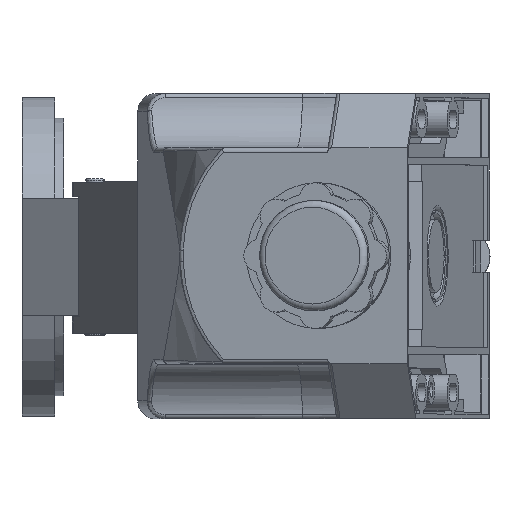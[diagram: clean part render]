
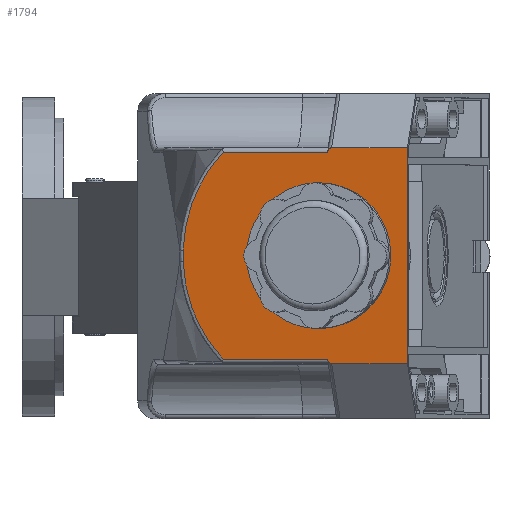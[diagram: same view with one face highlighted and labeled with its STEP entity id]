
A CAD part, top view. The second image highlights one B-rep face of the part: STEP entity #1794.
In plain terms, the highlighted planar face has unit normal (-0.208, 0, 0.978).
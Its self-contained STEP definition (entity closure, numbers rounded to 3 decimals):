
#65=B_SPLINE_CURVE_WITH_KNOTS('',3,(#15011,#15012,#15013,#15014,#15015,
#15016),.UNSPECIFIED.,.F.,.F.,(4,2,4),(0.,0.5,1.),.UNSPECIFIED.);
#66=B_SPLINE_CURVE_WITH_KNOTS('',3,(#15029,#15030,#15031,#15032,#15033,
#15034),.UNSPECIFIED.,.F.,.F.,(4,2,4),(0.,0.5,1.),.UNSPECIFIED.);
#161=ELLIPSE('',#10407,1.667,1.);
#162=ELLIPSE('',#10408,1.667,1.);
#1071=FACE_BOUND('',#3229,.T.);
#1072=FACE_BOUND('',#3230,.T.);
#1358=CIRCLE('',#10406,16.);
#1794=ADVANCED_FACE('',(#1071,#1072),#2260,.F.);
#2260=PLANE('',#10409);
#3229=EDGE_LOOP('',(#4527));
#3230=EDGE_LOOP('',(#4528,#4529,#4530,#4531,#4532,#4533,#4534,#4535,#4536,
#4537));
#4527=ORIENTED_EDGE('',*,*,#7639,.T.);
#4528=ORIENTED_EDGE('',*,*,#7640,.T.);
#4529=ORIENTED_EDGE('',*,*,#7641,.T.);
#4530=ORIENTED_EDGE('',*,*,#7642,.T.);
#4531=ORIENTED_EDGE('',*,*,#7643,.T.);
#4532=ORIENTED_EDGE('',*,*,#7644,.T.);
#4533=ORIENTED_EDGE('',*,*,#7572,.T.);
#4534=ORIENTED_EDGE('',*,*,#7645,.F.);
#4535=ORIENTED_EDGE('',*,*,#7646,.F.);
#4536=ORIENTED_EDGE('',*,*,#7647,.F.);
#4537=ORIENTED_EDGE('',*,*,#7648,.F.);
#6570=VERTEX_POINT('',#14835);
#6571=VERTEX_POINT('',#14836);
#6637=VERTEX_POINT('',#15007);
#6638=VERTEX_POINT('',#15009);
#6639=VERTEX_POINT('',#15010);
#6640=VERTEX_POINT('',#15017);
#6641=VERTEX_POINT('',#15019);
#6642=VERTEX_POINT('',#15021);
#6643=VERTEX_POINT('',#15024);
#6644=VERTEX_POINT('',#15026);
#6645=VERTEX_POINT('',#15028);
#7572=EDGE_CURVE('',#6570,#6571,#8660,.T.);
#7639=EDGE_CURVE('',#6637,#6637,#1358,.T.);
#7640=EDGE_CURVE('',#6638,#6639,#8711,.T.);
#7641=EDGE_CURVE('',#6639,#6640,#65,.T.);
#7642=EDGE_CURVE('',#6640,#6641,#8712,.T.);
#7643=EDGE_CURVE('',#6641,#6642,#161,.T.);
#7644=EDGE_CURVE('',#6642,#6570,#8713,.T.);
#7645=EDGE_CURVE('',#6643,#6571,#8714,.T.);
#7646=EDGE_CURVE('',#6644,#6643,#162,.T.);
#7647=EDGE_CURVE('',#6645,#6644,#8715,.T.);
#7648=EDGE_CURVE('',#6638,#6645,#66,.T.);
#8660=LINE('',#14834,#9429);
#8711=LINE('',#15008,#9480);
#8712=LINE('',#15018,#9481);
#8713=LINE('',#15022,#9482);
#8714=LINE('',#15023,#9483);
#8715=LINE('',#15027,#9484);
#9429=VECTOR('',#12064,1.);
#9480=VECTOR('',#12151,1.);
#9481=VECTOR('',#12152,1.);
#9482=VECTOR('',#12155,1.);
#9483=VECTOR('',#12156,1.);
#9484=VECTOR('',#12159,1.);
#10406=AXIS2_PLACEMENT_3D('',#15006,#12149,#12150);
#10407=AXIS2_PLACEMENT_3D('',#15020,#12153,#12154);
#10408=AXIS2_PLACEMENT_3D('',#15025,#12157,#12158);
#10409=AXIS2_PLACEMENT_3D('',#15035,#12160,#12161);
#12064=DIRECTION('',(0.,1.,0.));
#12149=DIRECTION('',(0.208,0.,-0.978));
#12150=DIRECTION('',(-0.978,0.,-0.208));
#12151=DIRECTION('',(0.,-1.,0.));
#12152=DIRECTION('',(0.978,0.,0.208));
#12153=DIRECTION('',(-0.208,0.,0.978));
#12154=DIRECTION('',(0.,1.,0.));
#12155=DIRECTION('',(0.978,0.,0.208));
#12156=DIRECTION('',(0.978,0.,0.208));
#12157=DIRECTION('',(0.208,0.,-0.978));
#12158=DIRECTION('',(0.,-1.,0.));
#12159=DIRECTION('',(0.978,0.,0.208));
#12160=DIRECTION('',(0.208,0.,-0.978));
#12161=DIRECTION('',(0.978,0.,0.208));
#14834=CARTESIAN_POINT('',(-11.93,71.05,88.824));
#14835=CARTESIAN_POINT('',(-11.93,11.65,88.824));
#14836=CARTESIAN_POINT('',(-11.93,59.05,88.824));
#15006=CARTESIAN_POINT('',(-31.199,35.35,84.728));
#15007=CARTESIAN_POINT('',(-46.85,35.35,81.402));
#15008=CARTESIAN_POINT('',(-61.12,71.05,78.369));
#15009=CARTESIAN_POINT('',(-61.12,36.596,78.369));
#15010=CARTESIAN_POINT('',(-61.12,34.104,78.369));
#15011=CARTESIAN_POINT('',(-61.12,34.104,78.369));
#15012=CARTESIAN_POINT('',(-61.016,30.101,78.391));
#15013=CARTESIAN_POINT('',(-60.185,26.198,78.567));
#15014=CARTESIAN_POINT('',(-57.161,18.862,79.21));
#15015=CARTESIAN_POINT('',(-55.004,15.523,79.669));
#15016=CARTESIAN_POINT('',(-52.285,12.65,80.247));
#15017=CARTESIAN_POINT('',(-52.285,12.65,80.247));
#15018=CARTESIAN_POINT('',(-28.558,12.65,85.29));
#15019=CARTESIAN_POINT('',(-29.455,12.65,85.099));
#15020=CARTESIAN_POINT('',(-28.558,13.317,85.29));
#15021=CARTESIAN_POINT('',(-28.558,11.65,85.29));
#15022=CARTESIAN_POINT('',(-11.93,11.65,88.824));
#15023=CARTESIAN_POINT('',(-11.93,59.05,88.824));
#15024=CARTESIAN_POINT('',(-28.558,59.05,85.29));
#15025=CARTESIAN_POINT('',(-28.558,57.383,85.29));
#15026=CARTESIAN_POINT('',(-29.455,58.05,85.099));
#15027=CARTESIAN_POINT('',(-28.558,58.05,85.29));
#15028=CARTESIAN_POINT('',(-52.285,58.05,80.247));
#15029=CARTESIAN_POINT('',(-61.12,36.596,78.369));
#15030=CARTESIAN_POINT('',(-61.016,40.599,78.391));
#15031=CARTESIAN_POINT('',(-60.185,44.502,78.567));
#15032=CARTESIAN_POINT('',(-57.161,51.838,79.21));
#15033=CARTESIAN_POINT('',(-55.004,55.177,79.669));
#15034=CARTESIAN_POINT('',(-52.285,58.05,80.247));
#15035=CARTESIAN_POINT('',(-11.93,71.05,88.824));
